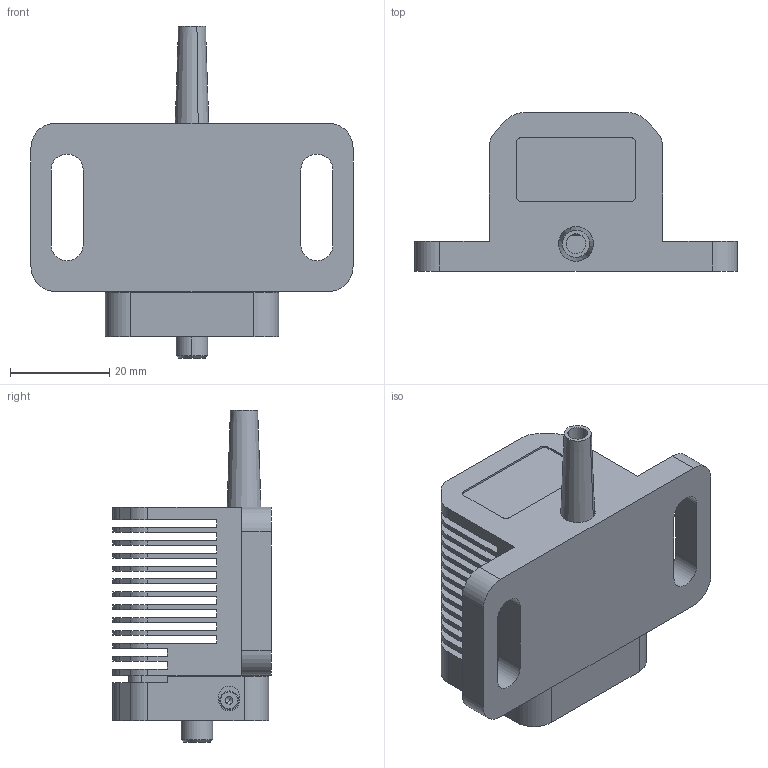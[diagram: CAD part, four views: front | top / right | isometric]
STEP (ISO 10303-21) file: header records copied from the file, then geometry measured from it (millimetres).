
FILE_DESCRIPTION (( 'STEP AP214' ), '1' );
FILE_NAME ('MTN004339-E0W - Rev B.STEP', '2015-10-13T15:32:07', ( '' ), ( '' ), 'SwSTEP 2.0', 'SolidWorks 2014', '' );
FILE_SCHEMA (( 'AUTOMOTIVE_DESIGN' ));
Length unit declared in the file: millimetre
Products named in the file (1): MTN004339-E0W - Rev B
Bounding box: 65 x 32 x 67 mm (x, y, z)
Volume: 34163.7 mm3; surface area: 33648.7 mm2
Topology: 24 solids, 24 shells, 838 faces, 2166 edges, 1388 vertices
Faces by surface type: plane 521, cylinder 207, bspline 46, cone 40, torus 24
Entity records: 38072 total; most frequent: CARTESIAN_POINT 8099, ORIENTED_EDGE 4280, DIRECTION 4148, EDGE_CURVE 2140, LINE 1534, VECTOR 1534, VERTEX_POINT 1388, AXIS2_PLACEMENT_3D 1307
